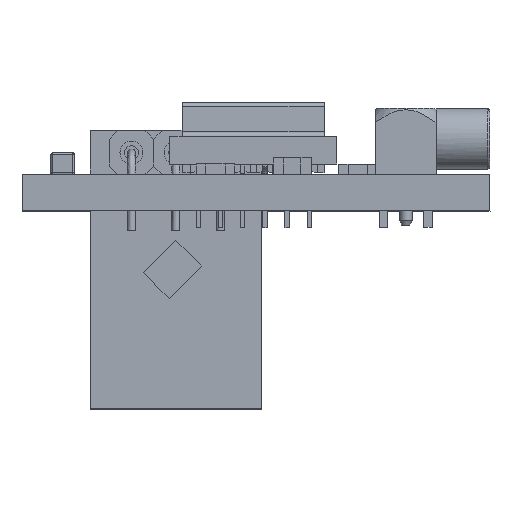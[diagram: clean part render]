
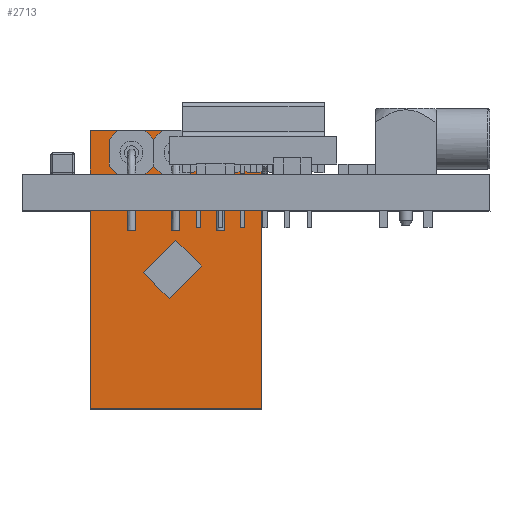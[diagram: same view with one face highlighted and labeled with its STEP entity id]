
A CAD part, top view. The second image highlights one B-rep face of the part: STEP entity #2713.
In plain terms, the highlighted face is planar.
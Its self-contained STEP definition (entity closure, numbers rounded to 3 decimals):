
#2713=ADVANCED_FACE('',(#9515,#9517,#9519,#9521),#9523,.F.);
#9515=FACE_BOUND('',#9516,.T.);
#9516=EDGE_LOOP('',(#14448,#14449,#14450,#14451,#14452,#14453,#14454,#14455,#14456,
#14457,#14458,#14459));
#9517=FACE_BOUND('',#9518,.T.);
#9518=EDGE_LOOP('',(#14460));
#9519=FACE_BOUND('',#9520,.T.);
#9520=EDGE_LOOP('',(#14461));
#9521=FACE_BOUND('',#9522,.T.);
#9522=EDGE_LOOP('',(#14462));
#9523=PLANE('',#9524);
#9524=AXIS2_PLACEMENT_3D('',#9525,#9526,#9527);
#9525=CARTESIAN_POINT('',(0.,0.,-2.071));
#9526=DIRECTION('',(0.,0.,1.));
#9527=DIRECTION('',(1.,0.,0.));
#14448=ORIENTED_EDGE('',*,*,#16927,.F.);
#14449=ORIENTED_EDGE('',*,*,#16928,.F.);
#14450=ORIENTED_EDGE('',*,*,#16929,.F.);
#14451=ORIENTED_EDGE('',*,*,#16930,.F.);
#14452=ORIENTED_EDGE('',*,*,#16931,.F.);
#14453=ORIENTED_EDGE('',*,*,#16932,.F.);
#14454=ORIENTED_EDGE('',*,*,#16933,.F.);
#14455=ORIENTED_EDGE('',*,*,#16934,.F.);
#14456=ORIENTED_EDGE('',*,*,#16935,.F.);
#14457=ORIENTED_EDGE('',*,*,#16936,.F.);
#14458=ORIENTED_EDGE('',*,*,#16937,.F.);
#14459=ORIENTED_EDGE('',*,*,#16938,.F.);
#14460=ORIENTED_EDGE('',*,*,#16939,.T.);
#14461=ORIENTED_EDGE('',*,*,#16940,.T.);
#14462=ORIENTED_EDGE('',*,*,#16941,.T.);
#16927=EDGE_CURVE('',#20729,#20730,#20731,.T.);
#16928=EDGE_CURVE('',#20732,#20729,#20733,.T.);
#16929=EDGE_CURVE('',#20734,#20732,#20735,.T.);
#16930=EDGE_CURVE('',#20736,#20734,#20737,.T.);
#16931=EDGE_CURVE('',#20738,#20736,#20739,.T.);
#16932=EDGE_CURVE('',#20740,#20738,#20741,.T.);
#16933=EDGE_CURVE('',#20742,#20740,#20743,.T.);
#16934=EDGE_CURVE('',#20744,#20742,#20745,.T.);
#16935=EDGE_CURVE('',#20746,#20744,#20747,.T.);
#16936=EDGE_CURVE('',#20748,#20746,#20749,.T.);
#16937=EDGE_CURVE('',#20750,#20748,#20751,.T.);
#16938=EDGE_CURVE('',#20730,#20750,#20752,.T.);
#16939=EDGE_CURVE('',#20753,#20753,#20754,.T.);
#16940=EDGE_CURVE('',#20755,#20755,#20756,.T.);
#16941=EDGE_CURVE('',#20757,#20757,#20758,.T.);
#20729=VERTEX_POINT('',#31125);
#20730=VERTEX_POINT('',#31126);
#20731=LINE('',#31127,#31128);
#20732=VERTEX_POINT('',#31130);
#20733=LINE('',#31131,#31132);
#20734=VERTEX_POINT('',#31134);
#20735=LINE('',#31135,#31136);
#20736=VERTEX_POINT('',#31138);
#20737=LINE('',#31139,#31140);
#20738=VERTEX_POINT('',#31142);
#20739=LINE('',#31143,#31144);
#20740=VERTEX_POINT('',#31146);
#20741=LINE('',#31147,#31148);
#20742=VERTEX_POINT('',#31150);
#20743=LINE('',#31151,#31152);
#20744=VERTEX_POINT('',#31154);
#20745=LINE('',#31155,#31156);
#20746=VERTEX_POINT('',#31158);
#20747=LINE('',#31159,#31160);
#20748=VERTEX_POINT('',#31162);
#20749=LINE('',#31163,#31164);
#20750=VERTEX_POINT('',#31166);
#20751=LINE('',#31167,#31168);
#20752=LINE('',#31170,#31171);
#20753=VERTEX_POINT('',#31173);
#20754=CIRCLE('',#31174,0.514);
#20755=VERTEX_POINT('',#31178);
#20756=CIRCLE('',#31179,0.514);
#20757=VERTEX_POINT('',#31183);
#20758=CIRCLE('',#31184,0.514);
#31125=CARTESIAN_POINT('',(149.325,41.971,-2.071));
#31126=CARTESIAN_POINT('',(149.325,30.571,-2.071));
#31127=CARTESIAN_POINT('',(149.325,41.971,-2.071));
#31128=VECTOR('',#31129,1.);
#31129=DIRECTION('',(0.,-1.,0.));
#31130=CARTESIAN_POINT('',(150.825,41.971,-2.071));
#31131=CARTESIAN_POINT('',(150.825,41.971,-2.071));
#31132=VECTOR('',#31133,1.);
#31133=DIRECTION('',(-1.,0.,0.));
#31134=CARTESIAN_POINT('',(150.825,43.971,-2.071));
#31135=CARTESIAN_POINT('',(150.825,43.971,-2.071));
#31136=VECTOR('',#31137,1.);
#31137=DIRECTION('',(0.,-1.,0.));
#31138=CARTESIAN_POINT('',(149.325,43.971,-2.071));
#31139=CARTESIAN_POINT('',(149.325,43.971,-2.071));
#31140=VECTOR('',#31141,1.);
#31141=DIRECTION('',(1.,0.,0.));
#31142=CARTESIAN_POINT('',(149.325,46.518,-2.071));
#31143=CARTESIAN_POINT('',(149.325,46.518,-2.071));
#31144=VECTOR('',#31145,1.);
#31145=DIRECTION('',(0.,-1.,0.));
#31146=CARTESIAN_POINT('',(159.125,46.518,-2.071));
#31147=CARTESIAN_POINT('',(159.125,46.518,-2.071));
#31148=VECTOR('',#31149,1.);
#31149=DIRECTION('',(-1.,0.,0.));
#31150=CARTESIAN_POINT('',(159.125,43.971,-2.071));
#31151=CARTESIAN_POINT('',(159.125,43.971,-2.071));
#31152=VECTOR('',#31153,1.);
#31153=DIRECTION('',(0.,1.,0.));
#31154=CARTESIAN_POINT('',(157.625,43.971,-2.071));
#31155=CARTESIAN_POINT('',(157.625,43.971,-2.071));
#31156=VECTOR('',#31157,1.);
#31157=DIRECTION('',(1.,0.,0.));
#31158=CARTESIAN_POINT('',(157.625,41.971,-2.071));
#31159=CARTESIAN_POINT('',(157.625,41.971,-2.071));
#31160=VECTOR('',#31161,1.);
#31161=DIRECTION('',(0.,1.,0.));
#31162=CARTESIAN_POINT('',(159.125,41.971,-2.071));
#31163=CARTESIAN_POINT('',(159.125,41.971,-2.071));
#31164=VECTOR('',#31165,1.);
#31165=DIRECTION('',(-1.,0.,0.));
#31166=CARTESIAN_POINT('',(159.125,30.571,-2.071));
#31167=CARTESIAN_POINT('',(159.125,30.571,-2.071));
#31168=VECTOR('',#31169,1.);
#31169=DIRECTION('',(0.,1.,0.));
#31170=CARTESIAN_POINT('',(149.325,30.571,-2.071));
#31171=VECTOR('',#31172,1.);
#31172=DIRECTION('',(1.,0.,0.));
#31173=CARTESIAN_POINT('',(157.278,45.241,-2.071));
#31174=AXIS2_PLACEMENT_3D('',#31175,#31176,#31177);
#31175=CARTESIAN_POINT('',(156.765,45.241,-2.071));
#31176=DIRECTION('',(0.,0.,1.));
#31177=DIRECTION('',(1.,0.,0.));
#31178=CARTESIAN_POINT('',(154.739,45.241,-2.071));
#31179=AXIS2_PLACEMENT_3D('',#31180,#31181,#31182);
#31180=CARTESIAN_POINT('',(154.225,45.241,-2.071));
#31181=DIRECTION('',(0.,0.,1.));
#31182=DIRECTION('',(1.,0.,0.));
#31183=CARTESIAN_POINT('',(152.198,45.241,-2.071));
#31184=AXIS2_PLACEMENT_3D('',#31185,#31186,#31187);
#31185=CARTESIAN_POINT('',(151.685,45.241,-2.071));
#31186=DIRECTION('',(0.,0.,1.));
#31187=DIRECTION('',(1.,0.,0.));
